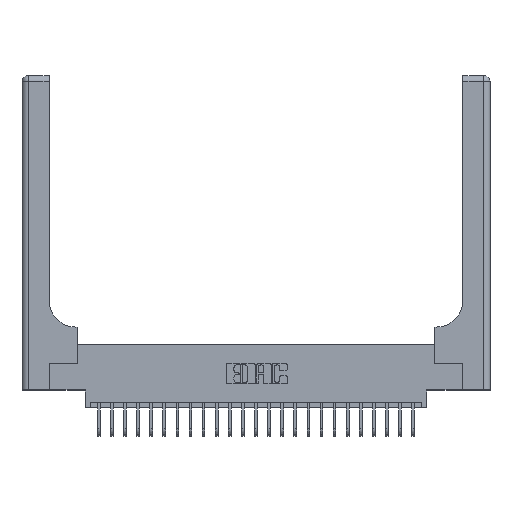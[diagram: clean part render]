
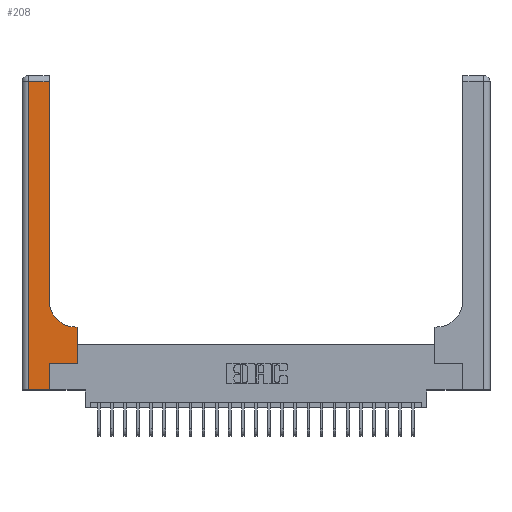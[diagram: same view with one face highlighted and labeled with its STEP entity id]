
A CAD part, top view. The second image highlights one B-rep face of the part: STEP entity #208.
In plain terms, the highlighted planar face has unit normal (0, 0, 1).
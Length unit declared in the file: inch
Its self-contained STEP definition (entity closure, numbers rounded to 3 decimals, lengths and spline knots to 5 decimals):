
#75 = VERTEX_POINT ( 'NONE', #19814 ) ;
#139 = CIRCLE ( 'NONE', #3219, 0.25 ) ;
#208 = ADVANCED_FACE ( 'NONE', ( #5681 ), #21896, .F. ) ;
#660 = DIRECTION ( 'NONE',  ( 0., 1., 0. ) ) ;
#1856 = LINE ( 'NONE', #5549, #15132 ) ;
#2183 = CARTESIAN_POINT ( 'NONE',  ( 0.26, 0.85, 0.37 ) ) ;
#2285 = DIRECTION ( 'NONE',  ( 0., -1., 0. ) ) ;
#2344 = ORIENTED_EDGE ( 'NONE', *, *, #19518, .T. ) ;
#2392 = CARTESIAN_POINT ( 'NONE',  ( 0.528, 0.25, 0.37 ) ) ;
#2825 = LINE ( 'NONE', #18624, #16592 ) ;
#3173 = VERTEX_POINT ( 'NONE', #12254 ) ;
#3219 = AXIS2_PLACEMENT_3D ( 'NONE', #18570, #7861, #20321 ) ;
#3494 = EDGE_CURVE ( 'NONE', #4451, #22684, #14006, .T. ) ;
#3529 = LINE ( 'NONE', #17364, #18423 ) ;
#3698 = DIRECTION ( 'NONE',  ( -1., 0., 0. ) ) ;
#3758 = CARTESIAN_POINT ( 'NONE',  ( 0.528, 0.6, 0.37 ) ) ;
#3778 = ORIENTED_EDGE ( 'NONE', *, *, #6157, .T. ) ;
#4052 = CARTESIAN_POINT ( 'NONE',  ( 0., 3., 0.37 ) ) ;
#4211 = DIRECTION ( 'NONE',  ( 0., 1., 0. ) ) ;
#4451 = VERTEX_POINT ( 'NONE', #3758 ) ;
#4615 = EDGE_CURVE ( 'NONE', #8300, #4451, #13441, .T. ) ;
#4889 = LINE ( 'NONE', #22129, #13955 ) ;
#5054 = CARTESIAN_POINT ( 'NONE',  ( 0.51, 0.6, 0.37 ) ) ;
#5549 = CARTESIAN_POINT ( 'NONE',  ( 0.265, 0., 0.37 ) ) ;
#5681 = FACE_OUTER_BOUND ( 'NONE', #17685, .T. ) ;
#5890 = DIRECTION ( 'NONE',  ( -1., 0., 0. ) ) ;
#6033 = ORIENTED_EDGE ( 'NONE', *, *, #17762, .T. ) ;
#6157 = EDGE_CURVE ( 'NONE', #3173, #7996, #12363, .T. ) ;
#6401 = EDGE_CURVE ( 'NONE', #7996, #13209, #3529, .T. ) ;
#6734 = ORIENTED_EDGE ( 'NONE', *, *, #6401, .T. ) ;
#7302 = CARTESIAN_POINT ( 'NONE',  ( 0.265, 0.25, 0.37 ) ) ;
#7703 = CARTESIAN_POINT ( 'NONE',  ( 0.26, 0.6, 0.37 ) ) ;
#7861 = DIRECTION ( 'NONE',  ( 0., 0., -1. ) ) ;
#7996 = VERTEX_POINT ( 'NONE', #17131 ) ;
#8241 = ORIENTED_EDGE ( 'NONE', *, *, #16383, .T. ) ;
#8300 = VERTEX_POINT ( 'NONE', #9054 ) ;
#8649 = VECTOR ( 'NONE', #4211, 39.37008 ) ;
#9054 = CARTESIAN_POINT ( 'NONE',  ( 0.528, 0.25, 0.37 ) ) ;
#9205 = VERTEX_POINT ( 'NONE', #7302 ) ;
#10025 = VECTOR ( 'NONE', #3698, 39.37008 ) ;
#10992 = ORIENTED_EDGE ( 'NONE', *, *, #3494, .T. ) ;
#11636 = EDGE_CURVE ( 'NONE', #75, #3173, #19447, .T. ) ;
#12254 = CARTESIAN_POINT ( 'NONE',  ( 0.06, 2.94, 0.37 ) ) ;
#12363 = LINE ( 'NONE', #13156, #12915 ) ;
#12754 = CARTESIAN_POINT ( 'NONE',  ( 0., 2.94, 0.37 ) ) ;
#12915 = VECTOR ( 'NONE', #2285, 39.37008 ) ;
#12965 = ORIENTED_EDGE ( 'NONE', *, *, #13150, .T. ) ;
#13150 = EDGE_CURVE ( 'NONE', #9205, #8300, #2825, .T. ) ;
#13156 = CARTESIAN_POINT ( 'NONE',  ( 0.06, 3., 0.37 ) ) ;
#13209 = VERTEX_POINT ( 'NONE', #13531 ) ;
#13380 = DIRECTION ( 'NONE',  ( 1., 0., 0. ) ) ;
#13441 = LINE ( 'NONE', #2392, #8649 ) ;
#13531 = CARTESIAN_POINT ( 'NONE',  ( 0.265, 0., 0.37 ) ) ;
#13955 = VECTOR ( 'NONE', #660, 39.37008 ) ;
#14006 = LINE ( 'NONE', #7703, #22274 ) ;
#14615 = DIRECTION ( 'NONE',  ( 0., 1., 0. ) ) ;
#14847 = DIRECTION ( 'NONE',  ( -1., 0., 0. ) ) ;
#15132 = VECTOR ( 'NONE', #14615, 39.37008 ) ;
#16383 = EDGE_CURVE ( 'NONE', #22684, #22084, #139, .T. ) ;
#16592 = VECTOR ( 'NONE', #13380, 39.37008 ) ;
#16627 = DIRECTION ( 'NONE',  ( 0., 0., -1. ) ) ;
#17131 = CARTESIAN_POINT ( 'NONE',  ( 0.06, 0., 0.37 ) ) ;
#17364 = CARTESIAN_POINT ( 'NONE',  ( 0., 0., 0.37 ) ) ;
#17685 = EDGE_LOOP ( 'NONE', ( #6033, #18597, #3778, #6734, #2344, #12965, #18320, #10992, #8241 ) ) ;
#17762 = EDGE_CURVE ( 'NONE', #22084, #75, #4889, .T. ) ;
#18320 = ORIENTED_EDGE ( 'NONE', *, *, #4615, .T. ) ;
#18423 = VECTOR ( 'NONE', #20930, 39.37008 ) ;
#18570 = CARTESIAN_POINT ( 'NONE',  ( 0.51, 0.85, 0.37 ) ) ;
#18597 = ORIENTED_EDGE ( 'NONE', *, *, #11636, .T. ) ;
#18624 = CARTESIAN_POINT ( 'NONE',  ( 0.265, 0.25, 0.37 ) ) ;
#18712 = AXIS2_PLACEMENT_3D ( 'NONE', #4052, #16627, #5890 ) ;
#19447 = LINE ( 'NONE', #12754, #10025 ) ;
#19518 = EDGE_CURVE ( 'NONE', #13209, #9205, #1856, .T. ) ;
#19814 = CARTESIAN_POINT ( 'NONE',  ( 0.26, 2.94, 0.37 ) ) ;
#20321 = DIRECTION ( 'NONE',  ( 1., 0., 0. ) ) ;
#20930 = DIRECTION ( 'NONE',  ( 1., 0., 0. ) ) ;
#21896 = PLANE ( 'NONE',  #18712 ) ;
#22084 = VERTEX_POINT ( 'NONE', #2183 ) ;
#22129 = CARTESIAN_POINT ( 'NONE',  ( 0.26, 3., 0.37 ) ) ;
#22274 = VECTOR ( 'NONE', #14847, 39.37008 ) ;
#22684 = VERTEX_POINT ( 'NONE', #5054 ) ;
